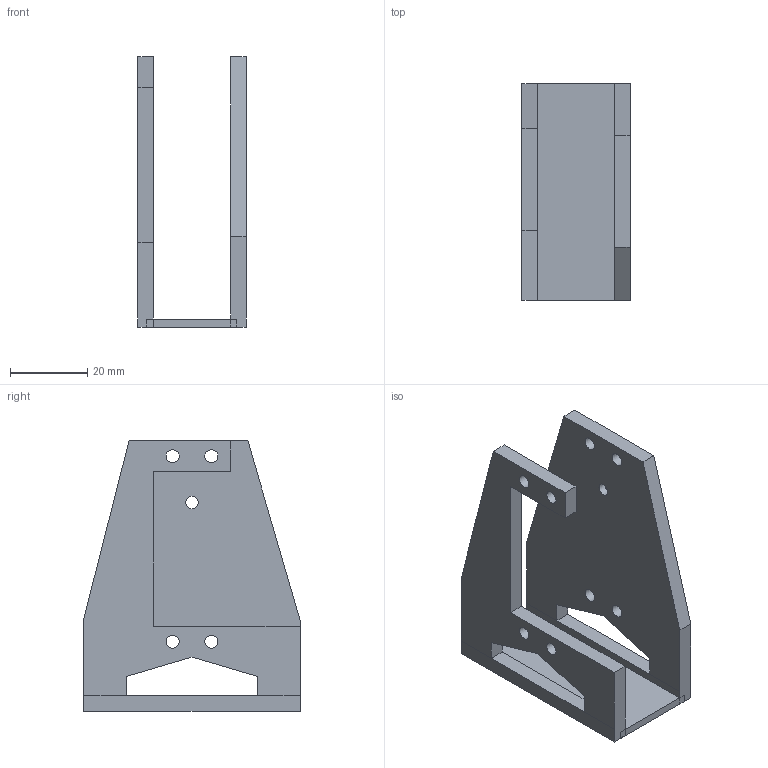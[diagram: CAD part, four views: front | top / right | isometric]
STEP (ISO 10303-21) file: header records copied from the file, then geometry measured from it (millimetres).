
FILE_DESCRIPTION(('FreeCAD Model'),'2;1');
FILE_NAME('Open CASCADE Shape Model','2024-06-13T16:07:15',('Author'),( ''),'Open CASCADE STEP processor 7.6','FreeCAD','Unknown');
FILE_SCHEMA(('AUTOMOTIVE_DESIGN { 1 0 10303 214 1 1 1 1 }'));
Length unit declared in the file: millimetre
Products named in the file (3): tripedal; support-servo-thighs001; servo-mouths001
Assembly tree (2 placements, depth 2):
  tripedal
    support-servo-thighs001
    servo-mouths001
Bounding box: 28 x 56 x 70 mm (x, y, z)
Volume: 21075.5 mm3; surface area: 15009.4 mm2
Topology: 2 solids, 2 shells, 55 faces, 148 edges, 94 vertices
Faces by surface type: plane 46, cylinder 9
Full cylindrical faces by diameter (mm): 3.2 x1, 3.4 x8
Entity records: 3752 total; most frequent: CARTESIAN_POINT 656, DIRECTION 568, LINE 408, VECTOR 408, ORIENTED_EDGE 296, PCURVE 296, DEFINITIONAL_REPRESENTATION 296, EDGE_CURVE 148
